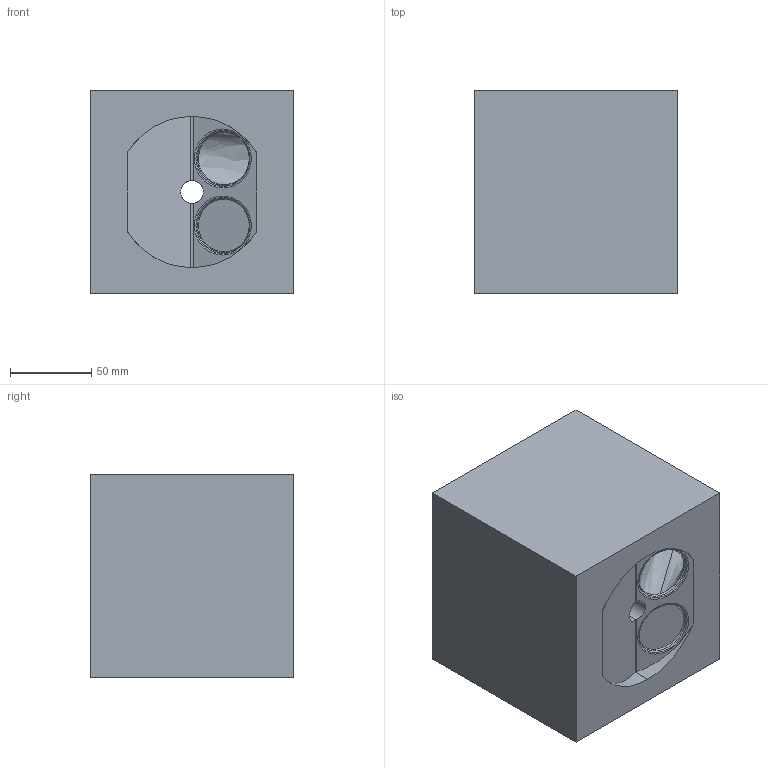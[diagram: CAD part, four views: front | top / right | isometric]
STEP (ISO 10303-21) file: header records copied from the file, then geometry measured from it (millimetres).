
FILE_DESCRIPTION (( 'STEP AP203' ), '1' );
FILE_NAME ('Fit Spline - Cabeça cilindro 2.STEP', '2016-03-25T22:37:55', ( 'default' ), ( '' ), 'SwSTEP 2.0', 'SolidWorks 2016', '' );
FILE_SCHEMA (( 'CONFIG_CONTROL_DESIGN' ));
Length unit declared in the file: millimetre
Products named in the file (1): Fit Spline - Cabeça cilindro 2
Bounding box: 125 x 125 x 125 mm (x, y, z)
Volume: 1816633.8 mm3; surface area: 107309.2 mm2
Topology: 1 solids, 1 shells, 33 faces, 79 edges, 50 vertices
Faces by surface type: cone 12, plane 10, cylinder 9, bspline 2
Entity records: 1570 total; most frequent: CARTESIAN_POINT 740, ORIENTED_EDGE 158, DIRECTION 153, EDGE_CURVE 79, AXIS2_PLACEMENT_3D 59, VERTEX_POINT 50, EDGE_LOOP 39, VECTOR 35
